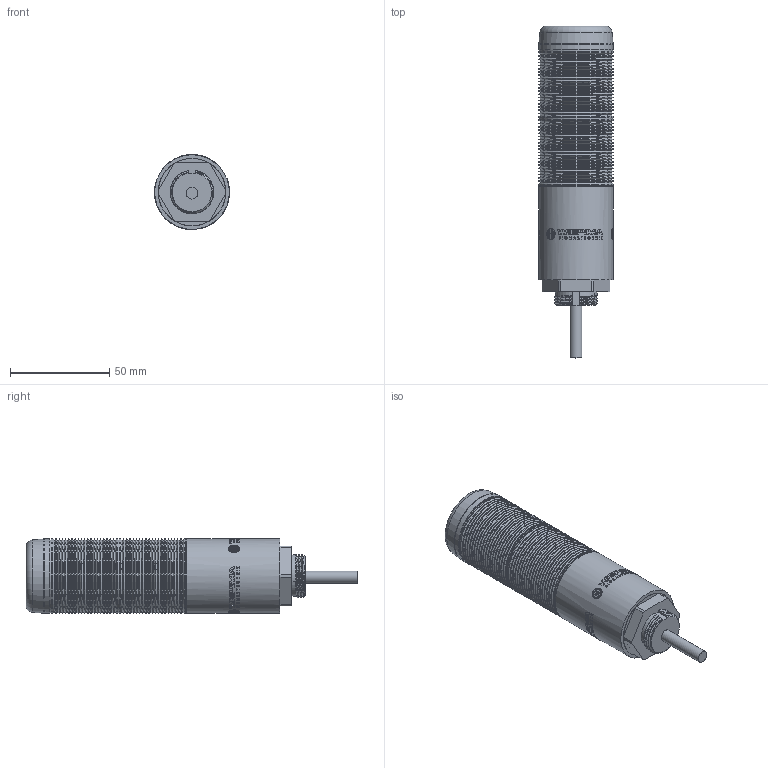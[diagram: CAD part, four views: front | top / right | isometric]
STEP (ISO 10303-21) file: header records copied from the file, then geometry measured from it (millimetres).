
FILE_DESCRIPTION(/* description */ (''),/* implementation_level */ '2;1');
FILE_NAME(/* name */ '800000007203_prt_000.step',/* time_stamp */ '2024-04-19T09:32:35+02:00',/* author */ ('CN_0009'),/* organization */ (''),/* preprocessor_version */ 'ST-DEVELOPER v19.2',/* originating_system */ 'Autodesk Inventor 2023',/* authorisation */ '');
FILE_SCHEMA (('AUTOMOTIVE_DESIGN { 1 0 10303 214 3 1 1 }'));
Products named in the file (1): 800000007203_prt_000_1
Bounding box: 37.7 x 166.9 x 37.6 mm (x, y, z)
Volume: 144898.7 mm3; surface area: 21870.9 mm2
Topology: 1 solids, 6 shells, 975 faces, 2651 edges, 1765 vertices
Faces by surface type: plane 433, bspline 275, cone 99, cylinder 84, torus 84
Full cylindrical faces by diameter (mm): 6 x1, 34 x1, 37.5 x5
Entity records: 80486 total; most frequent: CARTESIAN_POINT 57438, ORIENTED_EDGE 5302, DIRECTION 3836, EDGE_CURVE 2651, VERTEX_POINT 1765, AXIS2_PLACEMENT_3D 1425, EDGE_LOOP 1054, LINE 986
